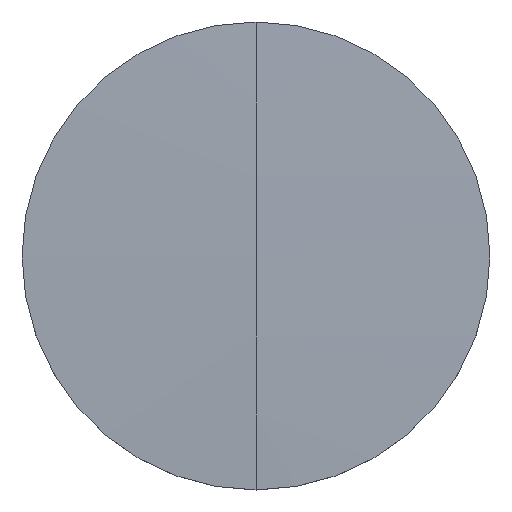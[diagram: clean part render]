
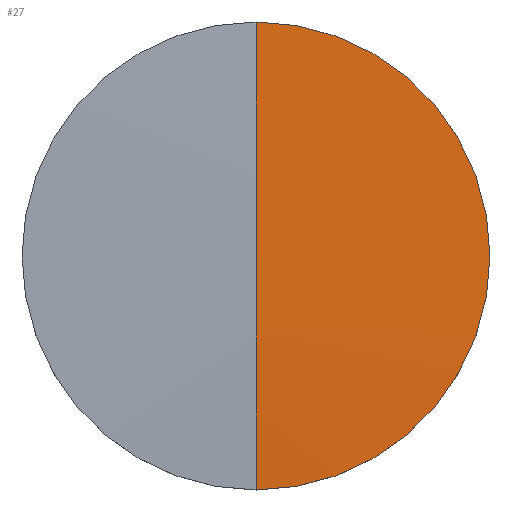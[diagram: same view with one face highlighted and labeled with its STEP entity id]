
A CAD part, top view. The second image highlights one B-rep face of the part: STEP entity #27.
In plain terms, the highlighted spherical face has radius 325.41 mm.
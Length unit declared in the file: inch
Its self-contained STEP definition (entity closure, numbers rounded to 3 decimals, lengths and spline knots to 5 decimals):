
#1 = VERTEX_POINT ( 'NONE', #49 ) ;
#5 = ORIENTED_EDGE ( 'NONE', *, *, #51, .F. ) ;
#19 = ORIENTED_EDGE ( 'NONE', *, *, #40, .F. ) ;
#21 = EDGE_LOOP ( 'NONE', ( #19, #39, #5 ) ) ;
#27 = ADVANCED_FACE ( 'NONE', ( #180 ), #240, .T. ) ;
#35 = EDGE_CURVE ( 'NONE', #41, #52, #157, .T. ) ;
#39 = ORIENTED_EDGE ( 'NONE', *, *, #35, .T. ) ;
#40 = EDGE_CURVE ( 'NONE', #41, #1, #152, .T. ) ;
#41 = VERTEX_POINT ( 'NONE', #147 ) ;
#49 = CARTESIAN_POINT ( 'NONE',  ( 0., 0.5, 0.03433 ) ) ;
#51 = EDGE_CURVE ( 'NONE', #1, #52, #146, .T. ) ;
#52 = VERTEX_POINT ( 'NONE', #140 ) ;
#140 = CARTESIAN_POINT ( 'NONE',  ( 0., -0.5, 0.03433 ) ) ;
#141 = DIRECTION ( 'NONE',  ( 0., 1., 0. ) ) ;
#142 = DIRECTION ( 'NONE',  ( 0., 0., -1. ) ) ;
#143 = CARTESIAN_POINT ( 'NONE',  ( 0., 0., 0.03433 ) ) ;
#144 = AXIS2_PLACEMENT_3D ( 'NONE', #143, #142, #141 ) ;
#146 = CIRCLE ( 'NONE', #144, 0.5 ) ;
#147 = CARTESIAN_POINT ( 'NONE',  ( 0., 0., 0.04409 ) ) ;
#148 = DIRECTION ( 'NONE',  ( 0., 0., 1. ) ) ;
#149 = DIRECTION ( 'NONE',  ( -1., 0., 0. ) ) ;
#150 = CARTESIAN_POINT ( 'NONE',  ( 0., 0., -12.76732 ) ) ;
#151 = AXIS2_PLACEMENT_3D ( 'NONE', #150, #149, #148 ) ;
#152 = CIRCLE ( 'NONE', #151, 12.81142 ) ;
#153 = DIRECTION ( 'NONE',  ( 0., 1., 0. ) ) ;
#154 = DIRECTION ( 'NONE',  ( 1., 0., 0. ) ) ;
#155 = CARTESIAN_POINT ( 'NONE',  ( 0., 0., -12.76732 ) ) ;
#156 = AXIS2_PLACEMENT_3D ( 'NONE', #155, #154, #153 ) ;
#157 = CIRCLE ( 'NONE', #156, 12.81142 ) ;
#180 = FACE_OUTER_BOUND ( 'NONE', #21, .T. ) ;
#234 = DIRECTION ( 'NONE',  ( 0., 1., 0. ) ) ;
#235 = DIRECTION ( 'NONE',  ( 1., 0., 0. ) ) ;
#236 = CARTESIAN_POINT ( 'NONE',  ( 0., 0., -12.76732 ) ) ;
#237 = AXIS2_PLACEMENT_3D ( 'NONE', #236, #235, #234 ) ;
#240 = SPHERICAL_SURFACE ( 'NONE', #237, 12.81142 ) ;
